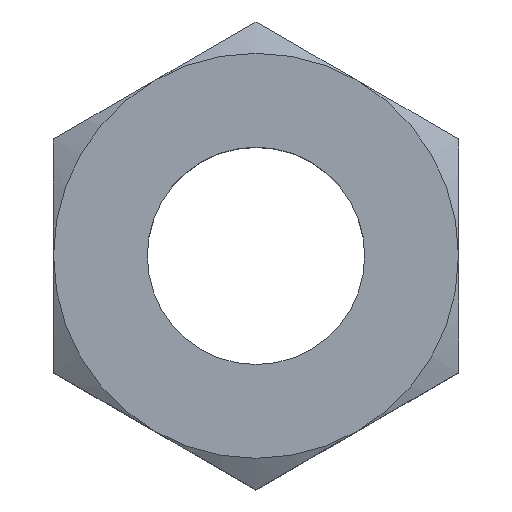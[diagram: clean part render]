
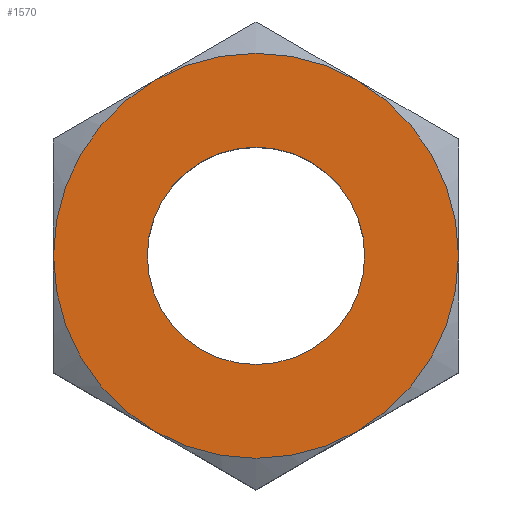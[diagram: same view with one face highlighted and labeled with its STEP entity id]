
A CAD part, top view. The second image highlights one B-rep face of the part: STEP entity #1570.
In plain terms, the highlighted planar face has unit normal (0, 0, 1).
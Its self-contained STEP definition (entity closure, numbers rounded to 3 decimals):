
#540=CARTESIAN_POINT('',(4.75,8.227,
0.));
#550=VERTEX_POINT('',#540);
#1020=CARTESIAN_POINT('',(9.5,0.,0.
));
#1030=VERTEX_POINT('',#1020);
#1060=CARTESIAN_POINT('',(0.,0.,0.));
#1070=DIRECTION('',(0.,0.,-1.));
#1080=DIRECTION('',(1.,0.,0.));
#1090=AXIS2_PLACEMENT_3D('',#1060,#1070,#1080);
#1100=CIRCLE('',#1090,9.5);
#1110=EDGE_CURVE('',#550,#1030,#1100,.T.);
#1160=CARTESIAN_POINT('',(7.3,0.,0.));
#1170=DIRECTION('',(0.,0.,-1.));
#1180=DIRECTION('',(1.,0.,0.));
#1190=AXIS2_PLACEMENT_3D('',#1160,#1170,#1180);
#1200=PLANE('',#1190);
#1210=CARTESIAN_POINT('',(0.,0.,0.));
#1220=DIRECTION('',(0.,0.,-1.));
#1230=DIRECTION('',(1.,0.,0.));
#1240=AXIS2_PLACEMENT_3D('',#1210,#1220,#1230);
#1250=CIRCLE('',#1240,5.1);
#1260=CARTESIAN_POINT('',(5.1,0.,0.));
#1270=VERTEX_POINT('',#1260);
#1280=CARTESIAN_POINT('',(-5.1,0.,0.));
#1290=VERTEX_POINT('',#1280);
#1300=EDGE_CURVE('',#1270,#1290,#1250,.T.);
#1310=ORIENTED_EDGE('',*,*,#1300,.T.);
#1320=EDGE_CURVE('',#1290,#1270,#1250,.T.);
#1330=ORIENTED_EDGE('',*,*,#1320,.T.);
#1340=EDGE_LOOP('',(#1330,#1310));
#1350=FACE_BOUND('',#1340,.T.);
#1360=CARTESIAN_POINT('',(4.75,-8.227,
0.));
#1370=VERTEX_POINT('',#1360);
#1380=EDGE_CURVE('',#1030,#1370,#1100,.T.);
#1390=ORIENTED_EDGE('',*,*,#1380,.F.);
#1400=CARTESIAN_POINT('',(-4.75,-8.227,
0.));
#1410=VERTEX_POINT('',#1400);
#1420=EDGE_CURVE('',#1370,#1410,#1100,.T.);
#1430=ORIENTED_EDGE('',*,*,#1420,.F.);
#1440=CARTESIAN_POINT('',(-9.5,0.,-0.));
#1450=VERTEX_POINT('',#1440);
#1460=EDGE_CURVE('',#1410,#1450,#1100,.T.);
#1470=ORIENTED_EDGE('',*,*,#1460,.F.);
#1480=CARTESIAN_POINT('',(-4.75,8.227,
0.));
#1490=VERTEX_POINT('',#1480);
#1500=EDGE_CURVE('',#1450,#1490,#1100,.T.);
#1510=ORIENTED_EDGE('',*,*,#1500,.F.);
#1520=EDGE_CURVE('',#1490,#550,#1100,.T.);
#1530=ORIENTED_EDGE('',*,*,#1520,.F.);
#1540=ORIENTED_EDGE('',*,*,#1110,.F.);
#1550=EDGE_LOOP('',(#1540,#1530,#1510,#1470,#1430,#1390));
#1560=FACE_OUTER_BOUND('',#1550,.T.);
#1570=ADVANCED_FACE('',(#1350,#1560),#1200,.F.);
